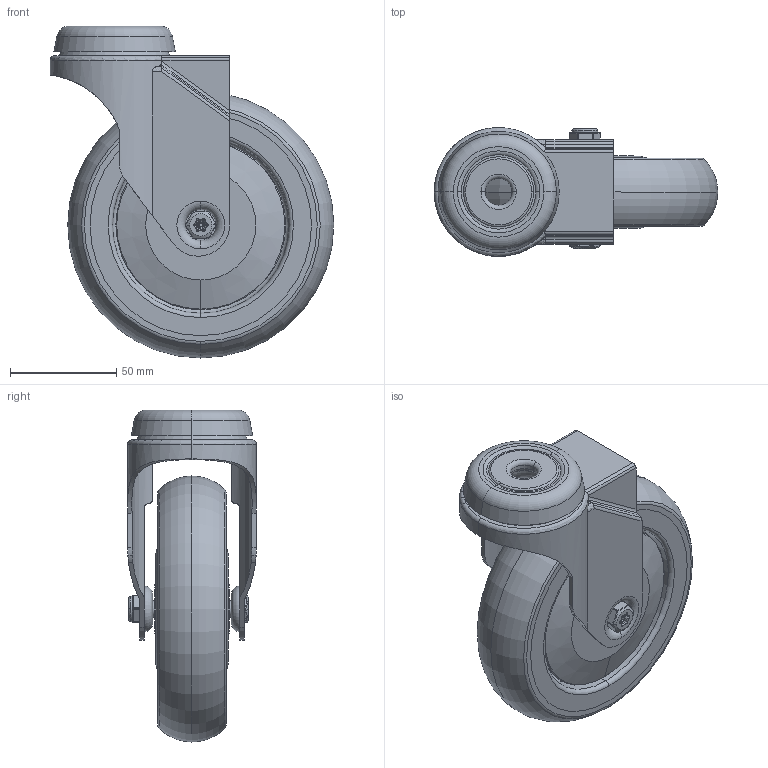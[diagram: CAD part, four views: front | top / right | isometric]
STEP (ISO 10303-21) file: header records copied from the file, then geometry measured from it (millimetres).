
FILE_DESCRIPTION(('STEP AP214'),'1');
FILE_NAME('BZM125VGRBJBH12.STEP','2023-06-23T08:05:37',(' '),(' '),'Spatial InterOp 3D',' ',' ');
FILE_SCHEMA(('AUTOMOTIVE_DESIGN { 1 0 10303 214 1 1 1 1 }'));
Length unit declared in the file: metre
Products named in the file (22): BZM125ASBH12; ZINC PLATED PRESSED STEEL HEAD; ZINC PLATED PRESSED STEEL FORKS; BZM125VGRBJBH12; BZM125WTPRBJM8; THERMOPLASTIC RUBBER; POLYPROPYLENE RIM; BEARING 6202; METAL; METAL2; Pattern; Component1; MIDDLE; RUBBER; RUBBER2; CAP; BOLTBZM8MM; ZINC PLATED AXLE BOLT; NYLOC NUT; NUT; RUBBER3; NYLOCM8Z
Assembly tree (29 placements, depth 5):
  BZM125VGRBJBH12
    BZM125ASBH12
      ZINC PLATED PRESSED STEEL HEAD
      ZINC PLATED PRESSED STEEL FORKS
    BZM125WTPRBJM8
      THERMOPLASTIC RUBBER
      POLYPROPYLENE RIM
      BEARING 6202
        METAL
        METAL2
        Pattern
          Component1  x8
        MIDDLE
        RUBBER
        RUBBER2
      CAP  x2
    BOLTBZM8MM
      ZINC PLATED AXLE BOLT
    NYLOCM8Z
      NYLOC NUT
        NUT
        RUBBER3
Bounding box: 133.25 x 60.5 x 156 mm (x, y, z)
Volume: 309345.3 mm3; surface area: 142051.6 mm2
Topology: 22 solids, 22 shells, 827 faces, 2034 edges, 1280 vertices
Faces by surface type: cylinder 250, plane 215, extrusion 140, torus 92, sphere 80, cone 32, bspline 18
Entity records: 32513 total; most frequent: CARTESIAN_POINT 13468, DIRECTION 3795, ORIENTED_EDGE 3792, EDGE_CURVE 1896, AXIS2_PLACEMENT_3D 1507, VERTEX_POINT 1230, EDGE_LOOP 918, CIRCLE 824
